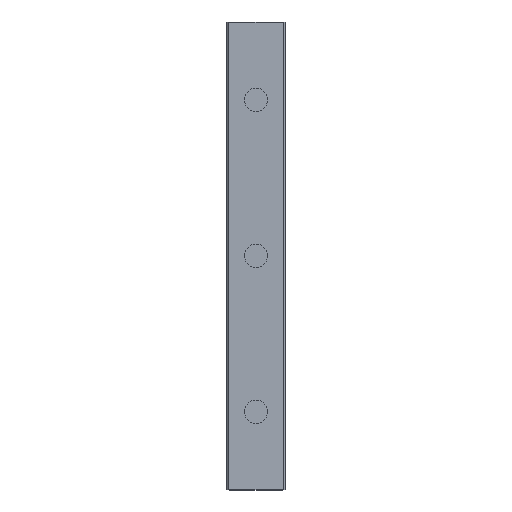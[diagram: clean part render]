
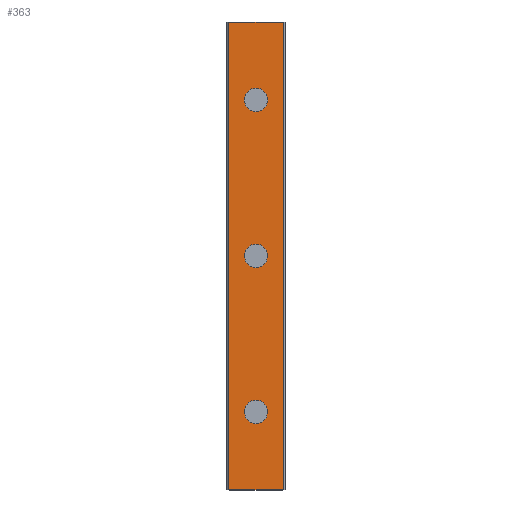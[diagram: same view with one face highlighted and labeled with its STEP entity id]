
A CAD part, top view. The second image highlights one B-rep face of the part: STEP entity #363.
In plain terms, the highlighted planar face has unit normal (0, 0, 1).
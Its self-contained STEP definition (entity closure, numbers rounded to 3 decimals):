
#363=ADVANCED_FACE('',(#743,#744,#745,#746),#747,.T.);
#743=FACE_BOUND('',#1130,.T.);
#744=FACE_BOUND('',#1131,.T.);
#745=FACE_BOUND('',#1132,.T.);
#746=FACE_OUTER_BOUND('',#1133,.T.);
#747=PLANE('',#1134);
#1130=EDGE_LOOP('',(#2189,#2190));
#1131=EDGE_LOOP('',(#2191,#2192));
#1132=EDGE_LOOP('',(#2193,#2194));
#1133=EDGE_LOOP('',(#2195,#2196,#2197,#2198));
#1134=AXIS2_PLACEMENT_3D('',#2199,#2200,#2201);
#2189=ORIENTED_EDGE('',*,*,#2344,.T.);
#2190=ORIENTED_EDGE('',*,*,#2679,.T.);
#2191=ORIENTED_EDGE('',*,*,#2334,.T.);
#2192=ORIENTED_EDGE('',*,*,#2685,.T.);
#2193=ORIENTED_EDGE('',*,*,#2324,.T.);
#2194=ORIENTED_EDGE('',*,*,#2691,.T.);
#2195=ORIENTED_EDGE('',*,*,#2664,.T.);
#2196=ORIENTED_EDGE('',*,*,#2725,.F.);
#2197=ORIENTED_EDGE('',*,*,#2550,.T.);
#2198=ORIENTED_EDGE('',*,*,#2723,.T.);
#2199=CARTESIAN_POINT('',(0.,120.0,10.0));
#2200=DIRECTION('',(0.0,0.0,1.0));
#2201=DIRECTION('',(-1.0,0.0,0.0));
#2324=EDGE_CURVE('',#2782,#2779,#2783,.T.);
#2334=EDGE_CURVE('',#2800,#2797,#2801,.T.);
#2344=EDGE_CURVE('',#2818,#2815,#2819,.T.);
#2550=EDGE_CURVE('',#3129,#3127,#3130,.T.);
#2664=EDGE_CURVE('',#3310,#3308,#3311,.T.);
#2679=EDGE_CURVE('',#2815,#2818,#3337,.T.);
#2685=EDGE_CURVE('',#2797,#2800,#3343,.T.);
#2691=EDGE_CURVE('',#2779,#2782,#3349,.T.);
#2723=EDGE_CURVE('',#3127,#3310,#3381,.T.);
#2725=EDGE_CURVE('',#3129,#3308,#3383,.T.);
#2779=VERTEX_POINT('',#3443);
#2782=VERTEX_POINT('',#3447);
#2783=CIRCLE('',#3448,3.0);
#2797=VERTEX_POINT('',#3465);
#2800=VERTEX_POINT('',#3469);
#2801=CIRCLE('',#3470,3.0);
#2815=VERTEX_POINT('',#3487);
#2818=VERTEX_POINT('',#3491);
#2819=CIRCLE('',#3492,3.0);
#3127=VERTEX_POINT('',#3928);
#3129=VERTEX_POINT('',#3931);
#3130=LINE('',#3932,#3933);
#3308=VERTEX_POINT('',#4185);
#3310=VERTEX_POINT('',#4188);
#3311=LINE('',#4189,#4190);
#3337=CIRCLE('',#4222,3.0);
#3343=CIRCLE('',#4228,3.0);
#3349=CIRCLE('',#4234,3.0);
#3381=LINE('',#4279,#4280);
#3383=LINE('',#4282,#4283);
#3443=CARTESIAN_POINT('',(3.0,20.0,10.0));
#3447=CARTESIAN_POINT('',(-3.0,20.0,10.0));
#3448=AXIS2_PLACEMENT_3D('',#4345,#4346,#4347);
#3465=CARTESIAN_POINT('',(3.0,60.0,10.0));
#3469=CARTESIAN_POINT('',(-3.0,60.0,10.0));
#3470=AXIS2_PLACEMENT_3D('',#4361,#4362,#4363);
#3487=CARTESIAN_POINT('',(3.0,100.0,10.0));
#3491=CARTESIAN_POINT('',(-3.0,100.0,10.0));
#3492=AXIS2_PLACEMENT_3D('',#4377,#4378,#4379);
#3928=CARTESIAN_POINT('',(-6.995,120.0,10.0));
#3931=CARTESIAN_POINT('',(6.995,120.0,10.0));
#3932=CARTESIAN_POINT('',(6.995,120.0,10.0));
#3933=VECTOR('',#4578,1.0);
#4185=CARTESIAN_POINT('',(6.995,0.0,10.0));
#4188=CARTESIAN_POINT('',(-6.995,0.0,10.0));
#4189=CARTESIAN_POINT('',(6.995,0.0,10.0));
#4190=VECTOR('',#4696,1.0);
#4222=AXIS2_PLACEMENT_3D('',#4724,#4725,#4726);
#4228=AXIS2_PLACEMENT_3D('',#4733,#4734,#4735);
#4234=AXIS2_PLACEMENT_3D('',#4742,#4743,#4744);
#4279=CARTESIAN_POINT('',(-6.995,120.0,10.0));
#4280=VECTOR('',#4764,1.0);
#4282=CARTESIAN_POINT('',(6.995,120.0,10.0));
#4283=VECTOR('',#4765,1.0);
#4345=CARTESIAN_POINT('',(0.0,20.0,10.0));
#4346=DIRECTION('',(0.0,0.0,-1.0));
#4347=DIRECTION('',(1.0,0.0,0.0));
#4361=CARTESIAN_POINT('',(0.0,60.0,10.0));
#4362=DIRECTION('',(0.0,0.0,-1.0));
#4363=DIRECTION('',(1.0,0.0,0.0));
#4377=CARTESIAN_POINT('',(0.0,100.0,10.0));
#4378=DIRECTION('',(0.0,0.0,-1.0));
#4379=DIRECTION('',(1.0,0.0,0.0));
#4578=DIRECTION('',(-1.0,0.0,0.0));
#4696=DIRECTION('',(1.0,0.0,0.0));
#4724=CARTESIAN_POINT('',(0.0,100.0,10.0));
#4725=DIRECTION('',(0.0,0.0,-1.0));
#4726=DIRECTION('',(1.0,0.0,0.0));
#4733=CARTESIAN_POINT('',(0.0,60.0,10.0));
#4734=DIRECTION('',(0.0,0.0,-1.0));
#4735=DIRECTION('',(1.0,0.0,0.0));
#4742=CARTESIAN_POINT('',(0.0,20.0,10.0));
#4743=DIRECTION('',(0.0,0.0,-1.0));
#4744=DIRECTION('',(1.0,0.0,0.0));
#4764=DIRECTION('',(0.0,-1.0,0.0));
#4765=DIRECTION('',(0.0,-1.0,0.0));
